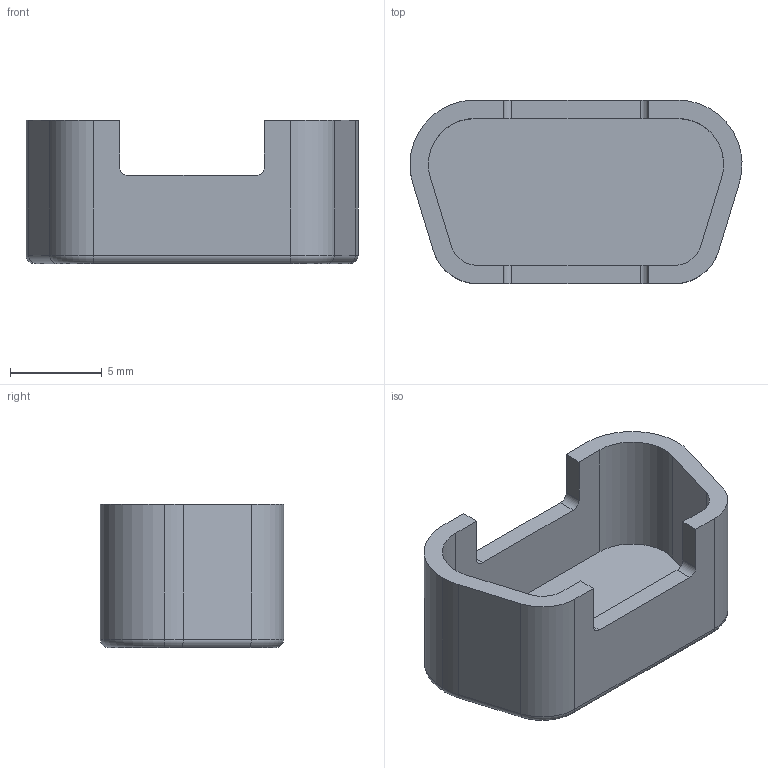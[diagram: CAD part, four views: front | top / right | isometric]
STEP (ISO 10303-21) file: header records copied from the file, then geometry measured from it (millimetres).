
FILE_DESCRIPTION (( 'STEP AP214' ), '1' );
FILE_NAME ('CVR9F.STEP', '2006-08-28T19:01:55', ( 'L-COM' ), ( 'L-COM' ), 'SwSTEP 2.0', 'SolidWorks 2006052', '' );
FILE_SCHEMA (( 'AUTOMOTIVE_DESIGN' ));
Length unit declared in the file: millimetre
Products named in the file (1): CVR9F
Bounding box: 18.1 x 10 x 7.8 mm (x, y, z)
Volume: 426.3 mm3; surface area: 907.5 mm2
Topology: 1 solids, 1 shells, 41 faces, 108 edges, 69 vertices
Faces by surface type: cylinder 18, plane 18, torus 5
Entity records: 1295 total; most frequent: DIRECTION 234, CARTESIAN_POINT 219, ORIENTED_EDGE 216, EDGE_CURVE 108, AXIS2_PLACEMENT_3D 84, VERTEX_POINT 69, LINE 66, VECTOR 66
